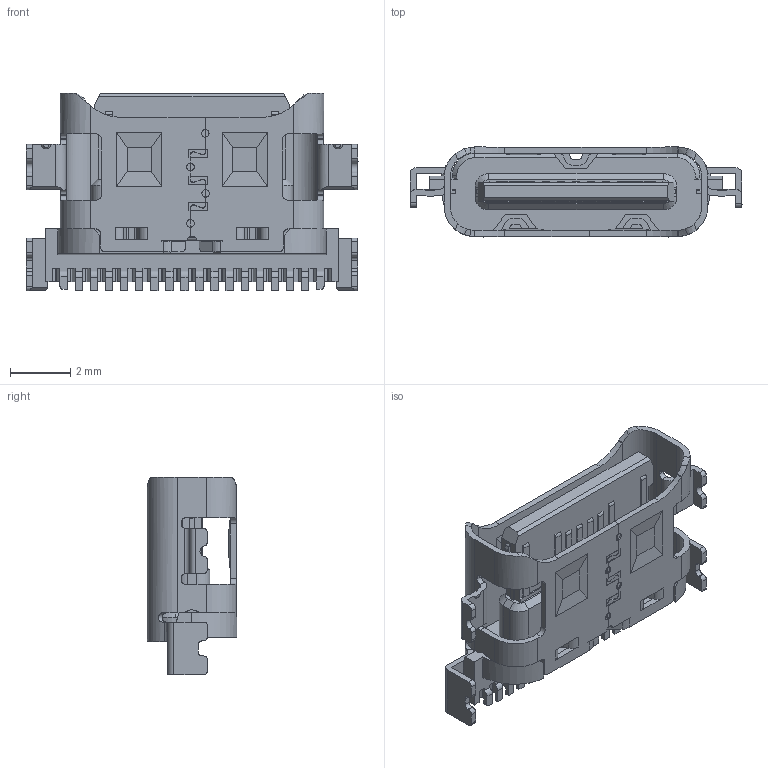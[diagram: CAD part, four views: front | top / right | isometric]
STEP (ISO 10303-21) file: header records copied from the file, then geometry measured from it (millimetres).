
FILE_DESCRIPTION (( 'STEP AP214' ), '1' );
FILE_NAME ('698B116-682-631.STEP', '2021-01-15T12:55:06', ( '' ), ( '' ), 'SwSTEP 2.0', 'SolidWorks 2020', '' );
FILE_SCHEMA (( 'AUTOMOTIVE_DESIGN' ));
Length unit declared in the file: millimetre
Products named in the file (3): Shell 698B116-682-631; Insulator 698B116-682-631; 698B116-682-631
Assembly tree (2 placements, depth 2):
  698B116-682-631
    Insulator 698B116-682-631
    Shell 698B116-682-631
Bounding box: 11 x 2.97 x 6.55 mm (x, y, z)
Volume: 66.6 mm3; surface area: 373.5 mm2
Topology: 2 solids, 2 shells, 874 faces, 2492 edges, 1626 vertices
Faces by surface type: plane 624, cylinder 217, cone 21, bspline 12
Entity records: 31161 total; most frequent: CARTESIAN_POINT 5809, ORIENTED_EDGE 4984, DIRECTION 4581, EDGE_CURVE 2492, VECTOR 1935, LINE 1935, VERTEX_POINT 1626, AXIS2_PLACEMENT_3D 1323
